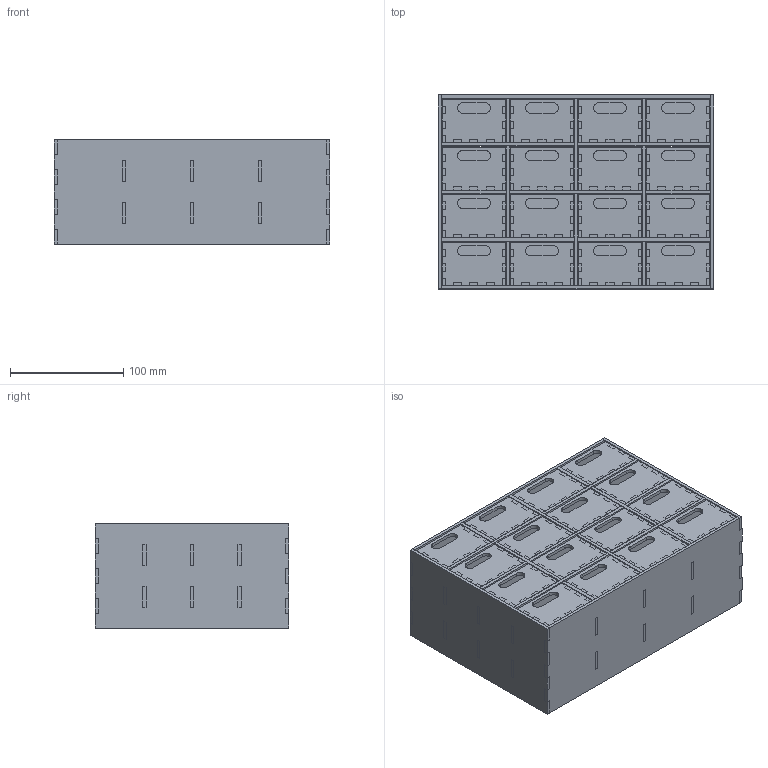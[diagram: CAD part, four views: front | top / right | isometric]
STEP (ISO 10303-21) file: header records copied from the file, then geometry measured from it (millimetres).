
FILE_DESCRIPTION (( 'STEP AP214' ), '1' );
FILE_NAME ('Rack.STEP', '2015-06-28T23:37:54', ( '' ), ( '' ), 'SwSTEP 2.0', 'SolidWorks 2015', '' );
FILE_SCHEMA (( 'AUTOMOTIVE_DESIGN' ));
Length unit declared in the file: millimetre
Products named in the file (12): Right; Vertical; Back; Cassetto; Botton; Rack; Left_right; Botton_Top; Grip; Grip_base; Front; Horizontal
Assembly tree (33 placements, depth 3):
  Rack
    Horizontal  x3
    Vertical  x3
    Cassetto  x16
      Botton
      Front
      Right
      Back
      Grip_base
      Grip
    Botton_Top  x2
    Left_right  x2
Bounding box: 243 x 171 x 92 mm (x, y, z)
Volume: 1229454.4 mm3; surface area: 930695 mm2
Topology: 122 solids, 122 shells, 5076 faces, 14496 edges, 9664 vertices
Faces by surface type: plane 5028, cylinder 48
Entity records: 14171 total; most frequent: CARTESIAN_POINT 2463, ORIENTED_EDGE 2406, DIRECTION 2125, EDGE_CURVE 1203, LINE 1197, VECTOR 1197, VERTEX_POINT 802, AXIS2_PLACEMENT_3D 464
